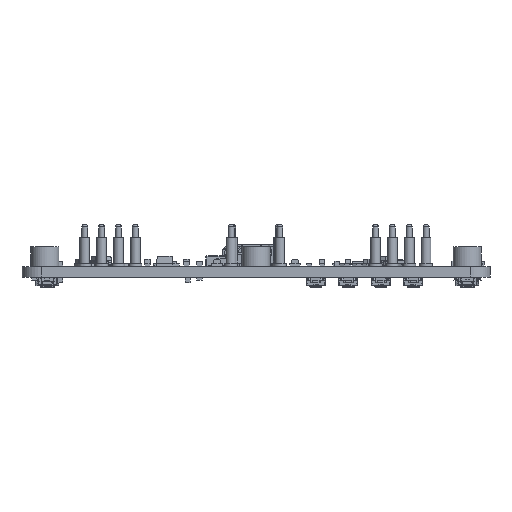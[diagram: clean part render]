
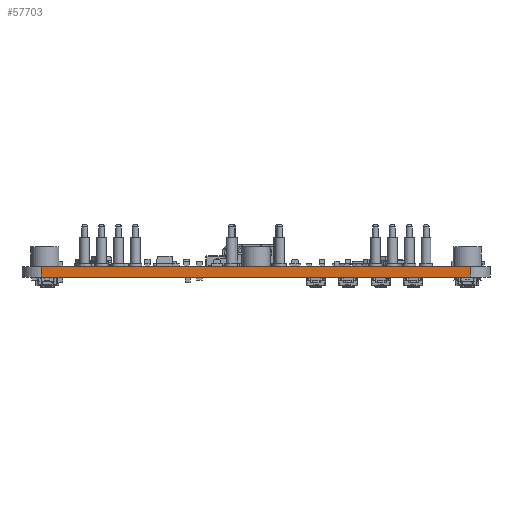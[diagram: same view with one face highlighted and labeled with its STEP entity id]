
A CAD part, front view. The second image highlights one B-rep face of the part: STEP entity #57703.
In plain terms, the highlighted planar face has unit normal (0, -1, 0).
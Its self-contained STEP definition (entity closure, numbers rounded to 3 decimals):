
#56842 = VERTEX_POINT('',#56843);
#56843 = CARTESIAN_POINT('',(76.9,-120.,0.));
#56850 = EDGE_CURVE('',#56851,#56842,#56853,.T.);
#56851 = VERTEX_POINT('',#56852);
#56852 = CARTESIAN_POINT('',(142.9,-120.,0.));
#56853 = LINE('',#56854,#56855);
#56854 = CARTESIAN_POINT('',(142.9,-120.,0.));
#56855 = VECTOR('',#56856,1.);
#56856 = DIRECTION('',(-1.,0.,0.));
#57259 = VERTEX_POINT('',#57260);
#57260 = CARTESIAN_POINT('',(76.9,-120.,1.6));
#57267 = EDGE_CURVE('',#57268,#57259,#57270,.T.);
#57268 = VERTEX_POINT('',#57269);
#57269 = CARTESIAN_POINT('',(142.9,-120.,1.6));
#57270 = LINE('',#57271,#57272);
#57271 = CARTESIAN_POINT('',(142.9,-120.,1.6));
#57272 = VECTOR('',#57273,1.);
#57273 = DIRECTION('',(-1.,0.,0.));
#57675 = EDGE_CURVE('',#56851,#57268,#57676,.T.);
#57676 = LINE('',#57677,#57678);
#57677 = CARTESIAN_POINT('',(142.9,-120.,0.));
#57678 = VECTOR('',#57679,1.);
#57679 = DIRECTION('',(0.,0.,1.));
#57703 = ADVANCED_FACE('',(#57704),#57715,.T.);
#57704 = FACE_BOUND('',#57705,.T.);
#57705 = EDGE_LOOP('',(#57706,#57707,#57708,#57714));
#57706 = ORIENTED_EDGE('',*,*,#57675,.T.);
#57707 = ORIENTED_EDGE('',*,*,#57267,.T.);
#57708 = ORIENTED_EDGE('',*,*,#57709,.F.);
#57709 = EDGE_CURVE('',#56842,#57259,#57710,.T.);
#57710 = LINE('',#57711,#57712);
#57711 = CARTESIAN_POINT('',(76.9,-120.,0.));
#57712 = VECTOR('',#57713,1.);
#57713 = DIRECTION('',(0.,0.,1.));
#57714 = ORIENTED_EDGE('',*,*,#56850,.F.);
#57715 = PLANE('',#57716);
#57716 = AXIS2_PLACEMENT_3D('',#57717,#57718,#57719);
#57717 = CARTESIAN_POINT('',(142.9,-120.,0.));
#57718 = DIRECTION('',(0.,-1.,0.));
#57719 = DIRECTION('',(-1.,0.,0.));
